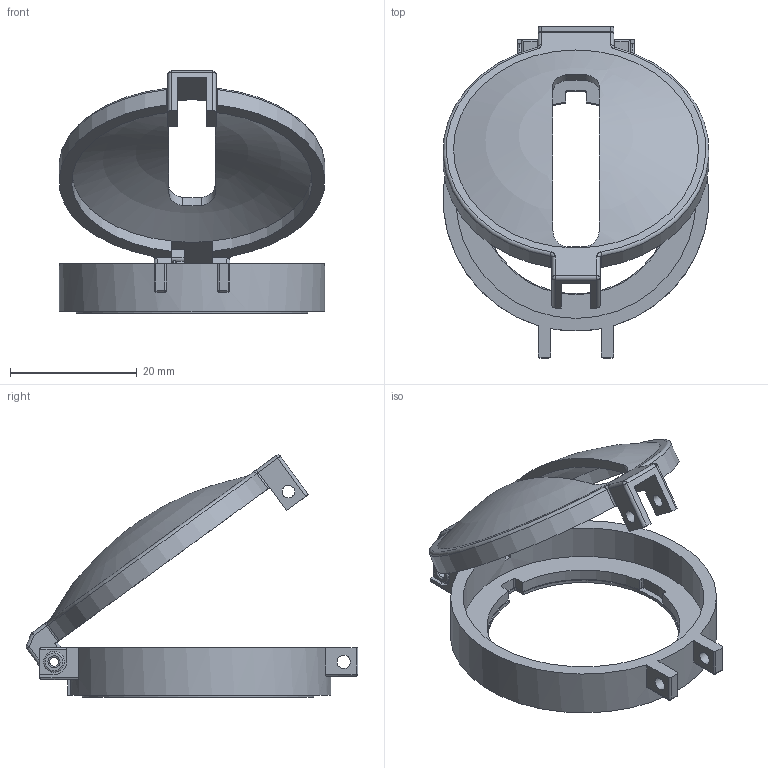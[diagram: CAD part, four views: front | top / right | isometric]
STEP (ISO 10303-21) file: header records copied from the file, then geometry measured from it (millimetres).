
FILE_DESCRIPTION(/* description */ (''),/* implementation_level */ '2;1');
FILE_NAME(/* name */ 'KDKRWB.stp',/* time_stamp */ '2019-05-27T14:33:18+02:00',/* author */ ('thagel'),/* organization */ (''),/* preprocessor_version */ 'ST-DEVELOPER v16.1',/* originating_system */ 'Autodesk Inventor 2016',/* authorisation */ '');
FILE_SCHEMA (('CONFIG_CONTROL_DESIGN'));
Length unit declared in the file: centimetre
Products named in the file (1): KDKRWB
Bounding box: 41.94 x 52.42 x 38.22 mm (x, y, z)
Volume: 5562.6 mm3; surface area: 7586.4 mm2
Topology: 1 solids, 1 shells, 199 faces, 518 edges, 319 vertices
Faces by surface type: cylinder 87, plane 81, torus 16, sphere 12, cone 2, bspline 1
Full cylindrical faces by diameter (mm): 0.3 x3, 1.4 x1, 2 x3, 2.1 x6, 3.3 x2, 36.6 x1, 37 x1, 38 x1
Entity records: 6737 total; most frequent: CARTESIAN_POINT 1857, DIRECTION 1055, ORIENTED_EDGE 956, EDGE_CURVE 478, AXIS2_PLACEMENT_3D 396, VERTEX_POINT 316, LINE 263, VECTOR 263
